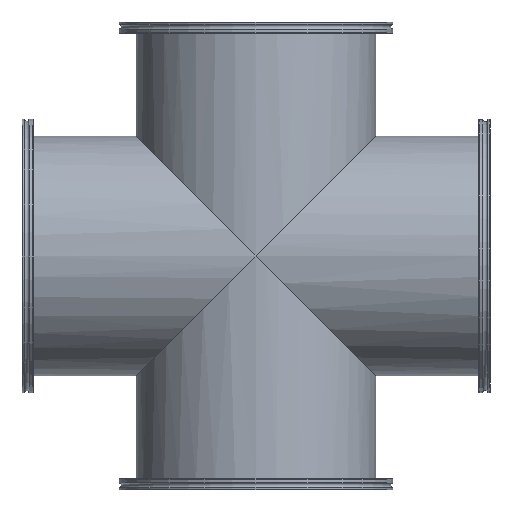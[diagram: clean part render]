
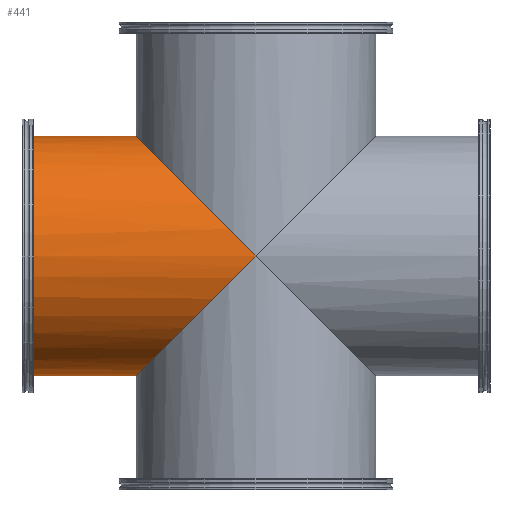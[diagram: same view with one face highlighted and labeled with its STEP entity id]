
A CAD part, left-side view. The second image highlights one B-rep face of the part: STEP entity #441.
In plain terms, the highlighted cylindrical face has radius 127 mm (diameter 254 mm), a full revolution.
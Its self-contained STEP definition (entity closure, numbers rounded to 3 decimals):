
#67=CIRCLE('',#536,127.);
#109=CYLINDRICAL_SURFACE('',#535,127.);
#120=FACE_OUTER_BOUND('',#146,.T.);
#146=EDGE_LOOP('',(#322,#323,#324,#325,#326));
#179=LINE('',#809,#193);
#193=VECTOR('',#635,127.);
#205=ELLIPSE('',#529,179.605,127.);
#207=ELLIPSE('',#532,179.605,127.);
#210=VERTEX_POINT('',#794);
#211=VERTEX_POINT('',#796);
#213=VERTEX_POINT('',#807);
#251=EDGE_CURVE('',#211,#210,#205,.T.);
#254=EDGE_CURVE('',#210,#211,#207,.T.);
#257=EDGE_CURVE('',#213,#213,#67,.T.);
#258=EDGE_CURVE('',#213,#210,#179,.T.);
#322=ORIENTED_EDGE('',*,*,#257,.F.);
#323=ORIENTED_EDGE('',*,*,#258,.T.);
#324=ORIENTED_EDGE('',*,*,#254,.T.);
#325=ORIENTED_EDGE('',*,*,#251,.T.);
#326=ORIENTED_EDGE('',*,*,#258,.F.);
#441=ADVANCED_FACE('',(#120),#109,.T.);
#529=AXIS2_PLACEMENT_3D('',#797,#617,#618);
#532=AXIS2_PLACEMENT_3D('',#801,#624,#625);
#535=AXIS2_PLACEMENT_3D('',#806,#631,#632);
#536=AXIS2_PLACEMENT_3D('',#808,#633,#634);
#617=DIRECTION('center_axis',(0.,0.707,0.707));
#618=DIRECTION('ref_axis',(0.,-0.707,0.707));
#624=DIRECTION('center_axis',(0.,-0.707,0.707));
#625=DIRECTION('ref_axis',(0.,-0.707,-0.707));
#631=DIRECTION('center_axis',(0.,0.,1.));
#632=DIRECTION('ref_axis',(-1.,0.,0.));
#633=DIRECTION('center_axis',(0.,0.,1.));
#634=DIRECTION('ref_axis',(-1.,0.,0.));
#635=DIRECTION('',(0.,0.,-1.));
#794=CARTESIAN_POINT('',(127.,0.,0.));
#796=CARTESIAN_POINT('',(-127.,0.,0.));
#797=CARTESIAN_POINT('Origin',(0.,0.,0.));
#801=CARTESIAN_POINT('Origin',(0.,0.,0.));
#806=CARTESIAN_POINT('Origin',(0.,0.,0.));
#807=CARTESIAN_POINT('',(127.,0.,241.3));
#808=CARTESIAN_POINT('Origin',(0.,0.,241.3));
#809=CARTESIAN_POINT('',(127.,0.,0.));
